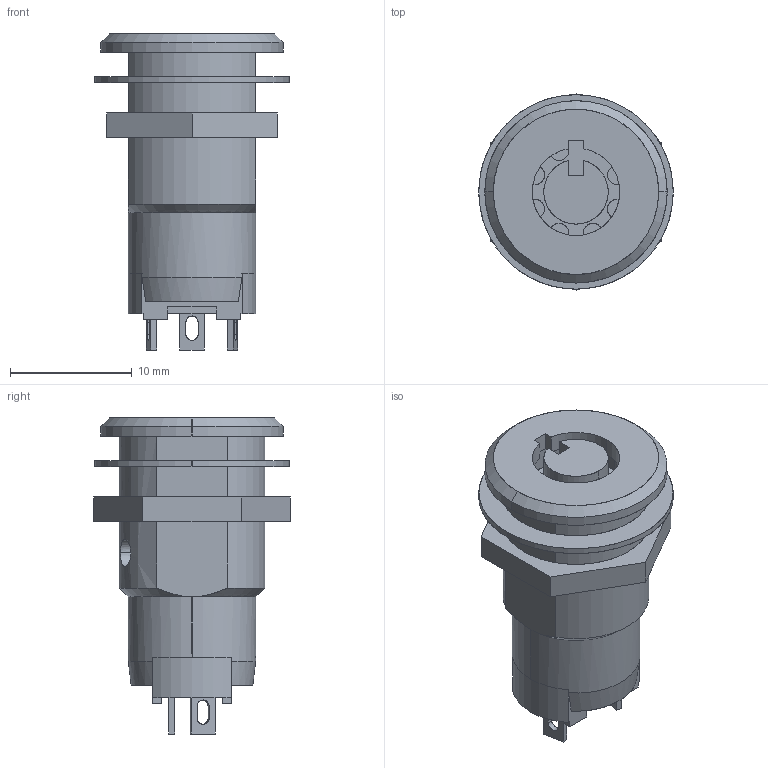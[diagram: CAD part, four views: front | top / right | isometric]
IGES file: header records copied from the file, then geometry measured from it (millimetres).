
Start section: SolidWorks IGES file using analytic representation for surfaces
Global section: file name: S-32-90-B.IGS; native system: SolidWorks 2018; preprocessor: SolidWorks 2018; author: 1337yo; date: 210226.104508; units: millimetre
Bounding box: 16 x 16.17 x 26 mm (x, y, z)
Surface area: 3706.5 mm2 (no closed solid volume)
Topology: 0 solids, 0 shells, 201 faces, 2666 edges, 2664 vertices
Faces by surface type: revolution 102, bspline 99
